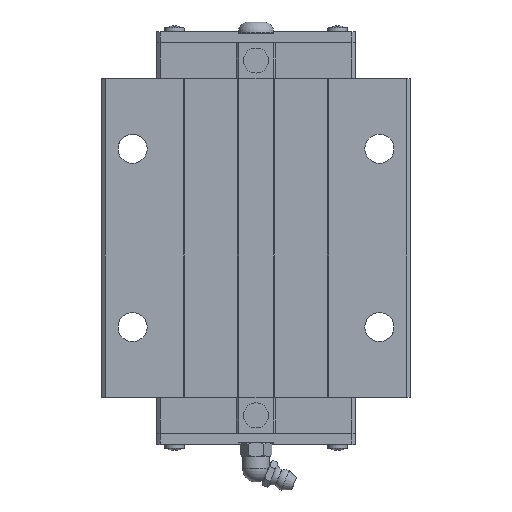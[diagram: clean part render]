
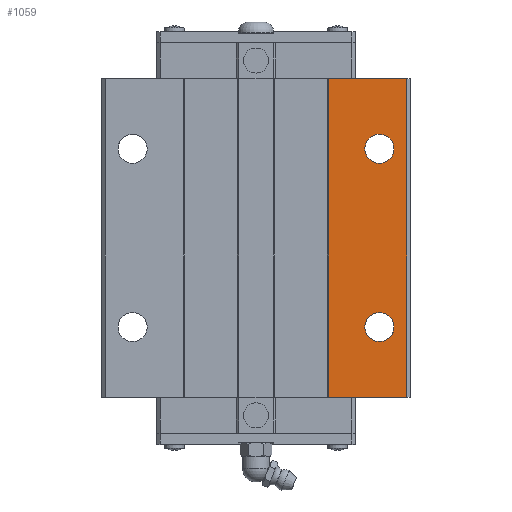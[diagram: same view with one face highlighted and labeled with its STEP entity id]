
A CAD part, top view. The second image highlights one B-rep face of the part: STEP entity #1059.
In plain terms, the highlighted planar face has unit normal (0, 0, 1).
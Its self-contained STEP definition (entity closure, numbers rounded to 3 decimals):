
#1059=ADVANCED_FACE('',(#2201,#2202,#2203),#2204,.T.);
#2201=FACE_OUTER_BOUND('',#3431,.T.);
#2202=FACE_BOUND('',#3432,.T.);
#2203=FACE_BOUND('',#3433,.T.);
#2204=PLANE('',#3434);
#3431=EDGE_LOOP('',(#6723,#6724,#6725,#6726));
#3432=EDGE_LOOP('',(#6727,#6728));
#3433=EDGE_LOOP('',(#6729,#6730));
#3434=AXIS2_PLACEMENT_3D('',#6731,#6732,#6733);
#6723=ORIENTED_EDGE('',*,*,#8663,.T.);
#6724=ORIENTED_EDGE('',*,*,#8592,.T.);
#6725=ORIENTED_EDGE('',*,*,#8669,.F.);
#6726=ORIENTED_EDGE('',*,*,#8644,.T.);
#6727=ORIENTED_EDGE('',*,*,#7462,.T.);
#6728=ORIENTED_EDGE('',*,*,#8670,.T.);
#6729=ORIENTED_EDGE('',*,*,#7457,.T.);
#6730=ORIENTED_EDGE('',*,*,#8671,.T.);
#6731=CARTESIAN_POINT('',(0.0,106.701,42.0));
#6732=DIRECTION('',(0.0,0.0,1.0));
#6733=DIRECTION('',(-1.0,0.0,0.0));
#7457=EDGE_CURVE('',#8941,#8947,#8949,.T.);
#7462=EDGE_CURVE('',#8952,#8956,#8958,.T.);
#8592=EDGE_CURVE('',#10637,#10635,#10638,.T.);
#8644=EDGE_CURVE('',#10727,#10725,#10728,.T.);
#8663=EDGE_CURVE('',#10725,#10637,#10751,.T.);
#8669=EDGE_CURVE('',#10727,#10635,#10757,.T.);
#8670=EDGE_CURVE('',#8956,#8952,#10758,.T.);
#8671=EDGE_CURVE('',#8947,#8941,#10759,.T.);
#8941=VERTEX_POINT('',#11116);
#8947=VERTEX_POINT('',#11123);
#8949=CIRCLE('',#11126,4.25);
#8952=VERTEX_POINT('',#11129);
#8956=VERTEX_POINT('',#11134);
#8958=CIRCLE('',#11137,4.25);
#10635=VERTEX_POINT('',#14430);
#10637=VERTEX_POINT('',#14433);
#10638=LINE('',#14434,#14435);
#10725=VERTEX_POINT('',#14564);
#10727=VERTEX_POINT('',#14567);
#10728=LINE('',#14568,#14569);
#10751=LINE('',#14604,#14605);
#10757=LINE('',#14613,#14614);
#10758=CIRCLE('',#14615,4.25);
#10759=CIRCLE('',#14616,4.25);
#11116=CARTESIAN_POINT('',(40.25,34.201,42.0));
#11123=CARTESIAN_POINT('',(31.75,34.201,42.0));
#11126=AXIS2_PLACEMENT_3D('',#15086,#15087,#15088);
#11129=CARTESIAN_POINT('',(40.25,86.201,42.0));
#11134=CARTESIAN_POINT('',(31.75,86.201,42.0));
#11137=AXIS2_PLACEMENT_3D('',#15094,#15095,#15096);
#14430=CARTESIAN_POINT('',(44.0,13.701,42.0));
#14433=CARTESIAN_POINT('',(21.25,13.701,42.0));
#14434=CARTESIAN_POINT('',(44.0,13.701,42.0));
#14435=VECTOR('',#16200,1.0);
#14564=CARTESIAN_POINT('',(21.25,106.701,42.0));
#14567=CARTESIAN_POINT('',(44.0,106.701,42.0));
#14568=CARTESIAN_POINT('',(44.0,106.701,42.0));
#14569=VECTOR('',#16250,1.0);
#14604=CARTESIAN_POINT('',(21.25,129.951,42.0));
#14605=VECTOR('',#16263,1.0);
#14613=CARTESIAN_POINT('',(44.0,106.701,42.0));
#14614=VECTOR('',#16266,1.0);
#14615=AXIS2_PLACEMENT_3D('',#16267,#16268,#16269);
#14616=AXIS2_PLACEMENT_3D('',#16270,#16271,#16272);
#15086=CARTESIAN_POINT('',(36.0,34.201,42.0));
#15087=DIRECTION('',(0.0,0.0,-1.0));
#15088=DIRECTION('',(1.0,0.0,0.0));
#15094=CARTESIAN_POINT('',(36.0,86.201,42.0));
#15095=DIRECTION('',(0.0,0.0,-1.0));
#15096=DIRECTION('',(1.0,0.0,0.0));
#16200=DIRECTION('',(1.0,0.0,0.0));
#16250=DIRECTION('',(-1.0,0.0,0.0));
#16263=DIRECTION('',(0.0,-1.0,0.0));
#16266=DIRECTION('',(0.0,-1.0,0.0));
#16267=CARTESIAN_POINT('',(36.0,86.201,42.0));
#16268=DIRECTION('',(0.0,0.0,-1.0));
#16269=DIRECTION('',(1.0,0.0,0.0));
#16270=CARTESIAN_POINT('',(36.0,34.201,42.0));
#16271=DIRECTION('',(0.0,0.0,-1.0));
#16272=DIRECTION('',(1.0,0.0,0.0));
